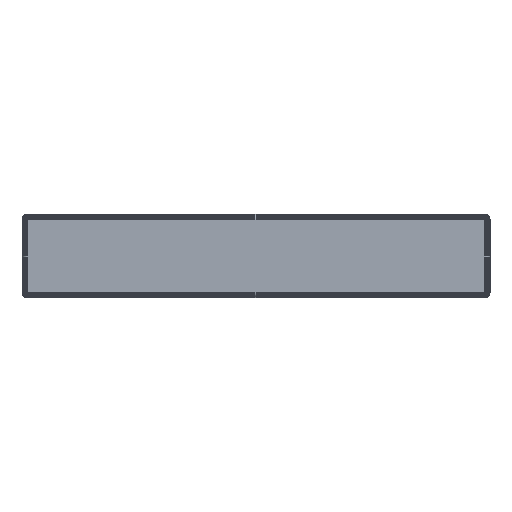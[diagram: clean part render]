
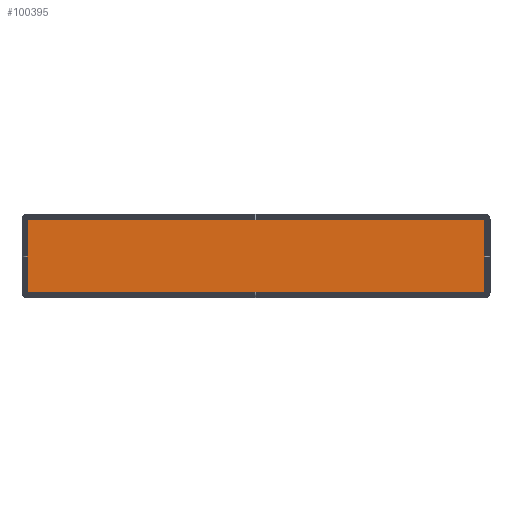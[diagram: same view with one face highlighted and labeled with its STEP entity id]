
A CAD part, top view. The second image highlights one B-rep face of the part: STEP entity #100395.
In plain terms, the highlighted planar face has unit normal (0, 0, 1).
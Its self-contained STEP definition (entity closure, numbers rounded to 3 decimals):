
#7851=FACE_OUTER_BOUND('',#16262,.T.);
#16262=EDGE_LOOP('',(#82417,#82418,#82419,#82420,#82421,#82422,#82423,#82424,
#82425));
#16948=LINE('',#139087,#29568);
#17056=LINE('',#139303,#29676);
#17059=LINE('',#139309,#29679);
#17350=LINE('',#139867,#29970);
#17352=LINE('',#139871,#29972);
#17368=LINE('',#139903,#29988);
#17380=LINE('',#139927,#30000);
#17434=LINE('',#140036,#30054);
#18635=LINE('',#142437,#31255);
#29568=VECTOR('',#109598,1.);
#29676=VECTOR('',#109792,1.);
#29679=VECTOR('',#109797,1.);
#29970=VECTOR('',#110494,1.);
#29972=VECTOR('',#110498,1.);
#29988=VECTOR('',#110546,1.);
#30000=VECTOR('',#110582,1.);
#30054=VECTOR('',#110706,1.);
#31255=VECTOR('',#113547,1.);
#42166=VERTEX_POINT('',#139084);
#42167=VERTEX_POINT('',#139086);
#42230=VERTEX_POINT('',#139299);
#42232=VERTEX_POINT('',#139302);
#42234=VERTEX_POINT('',#139308);
#42260=VERTEX_POINT('',#139538);
#42266=VERTEX_POINT('',#139568);
#42298=VERTEX_POINT('',#139865);
#42299=VERTEX_POINT('',#139869);
#46399=EDGE_CURVE('',#42167,#42166,#16948,.T.);
#46507=EDGE_CURVE('',#42230,#42232,#17056,.T.);
#46510=EDGE_CURVE('',#42167,#42234,#17059,.T.);
#46801=EDGE_CURVE('',#42230,#42298,#17350,.T.);
#46803=EDGE_CURVE('',#42299,#42166,#17352,.T.);
#46819=EDGE_CURVE('',#42266,#42232,#17368,.T.);
#46831=EDGE_CURVE('',#42260,#42234,#17380,.T.);
#46885=EDGE_CURVE('',#42260,#42298,#17434,.T.);
#48086=EDGE_CURVE('',#42299,#42266,#18635,.T.);
#82417=ORIENTED_EDGE('',*,*,#46819,.T.);
#82418=ORIENTED_EDGE('',*,*,#46507,.F.);
#82419=ORIENTED_EDGE('',*,*,#46801,.T.);
#82420=ORIENTED_EDGE('',*,*,#46885,.F.);
#82421=ORIENTED_EDGE('',*,*,#46831,.T.);
#82422=ORIENTED_EDGE('',*,*,#46510,.F.);
#82423=ORIENTED_EDGE('',*,*,#46399,.T.);
#82424=ORIENTED_EDGE('',*,*,#46803,.F.);
#82425=ORIENTED_EDGE('',*,*,#48086,.T.);
#91984=PLANE('',#108820);
#100395=ADVANCED_FACE('',(#7851),#91984,.T.);
#108820=AXIS2_PLACEMENT_3D('',#162733,#137011,#137012);
#109598=DIRECTION('',(-1.,0.,0.));
#109792=DIRECTION('',(-1.,0.,0.));
#109797=DIRECTION('',(1.,0.,0.));
#110494=DIRECTION('',(1.,0.,0.));
#110498=DIRECTION('',(1.,0.,0.));
#110546=DIRECTION('',(1.,0.,0.));
#110582=DIRECTION('',(-1.,0.,0.));
#110706=DIRECTION('',(0.,-1.,0.));
#113547=DIRECTION('',(0.,-1.,0.));
#137011=DIRECTION('center_axis',(0.,0.,1.));
#137012=DIRECTION('ref_axis',(1.,0.,0.));
#139084=CARTESIAN_POINT('',(997.454,173.002,82.5));
#139086=CARTESIAN_POINT('',(1041.454,173.002,82.5));
#139087=CARTESIAN_POINT('',(1041.454,173.002,82.5));
#139299=CARTESIAN_POINT('',(1041.454,145.002,82.5));
#139302=CARTESIAN_POINT('',(997.454,145.002,82.5));
#139303=CARTESIAN_POINT('',(1041.454,145.002,82.5));
#139308=CARTESIAN_POINT('',(1085.454,173.002,82.5));
#139309=CARTESIAN_POINT('',(1041.454,173.002,82.5));
#139538=CARTESIAN_POINT('',(1129.454,173.002,82.5));
#139568=CARTESIAN_POINT('',(953.454,145.002,82.5));
#139865=CARTESIAN_POINT('',(1129.454,145.002,82.5));
#139867=CARTESIAN_POINT('',(1041.454,145.002,82.5));
#139869=CARTESIAN_POINT('',(953.454,173.002,82.5));
#139871=CARTESIAN_POINT('',(953.454,173.002,82.5));
#139903=CARTESIAN_POINT('',(953.454,145.002,82.5));
#139927=CARTESIAN_POINT('',(1129.454,173.002,82.5));
#140036=CARTESIAN_POINT('',(1129.454,173.002,82.5));
#142437=CARTESIAN_POINT('',(953.454,173.002,82.5));
#162733=CARTESIAN_POINT('Origin',(1085.454,166.002,82.5));
